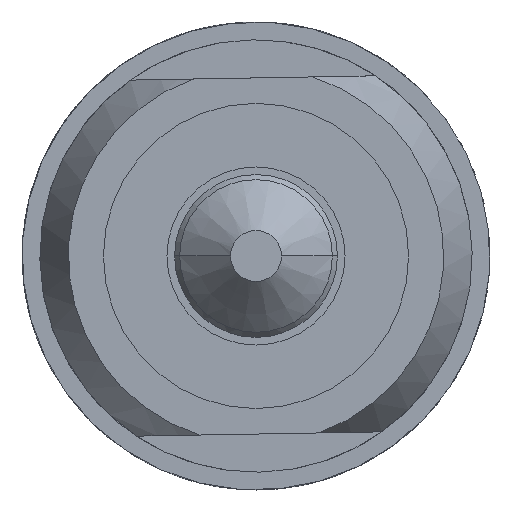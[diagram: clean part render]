
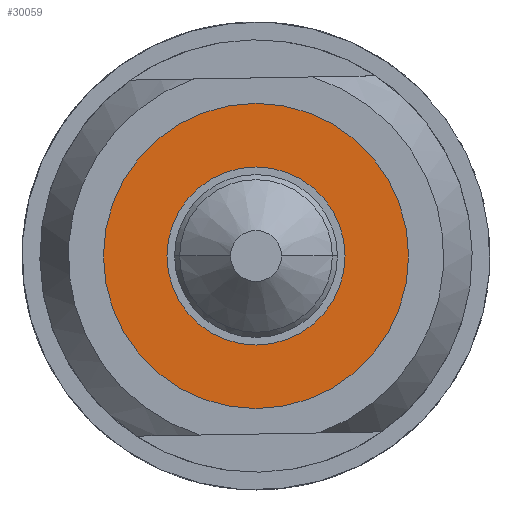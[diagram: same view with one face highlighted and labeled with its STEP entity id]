
A CAD part, left-side view. The second image highlights one B-rep face of the part: STEP entity #30059.
In plain terms, the highlighted planar face has unit normal (-1, 0, 0).
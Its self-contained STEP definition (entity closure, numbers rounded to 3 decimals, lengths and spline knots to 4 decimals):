
#3832=CARTESIAN_POINT('',(9.6,0.,0.));
#3833=DIRECTION('',(1.,0.,0.));
#3834=DIRECTION('',(0.,-1.,0.));
#3835=AXIS2_PLACEMENT_3D('',#3832,#3833,#3834);
#3837=CARTESIAN_POINT('',(9.6,0.,0.));
#3838=DIRECTION('',(1.,0.,0.));
#3839=DIRECTION('',(0.,1.,0.));
#3840=AXIS2_PLACEMENT_3D('',#3837,#3838,#3839);
#3842=CARTESIAN_POINT('',(9.6,0.,0.));
#3843=DIRECTION('',(-1.,0.,0.));
#3844=DIRECTION('',(0.,-1.,0.));
#3845=AXIS2_PLACEMENT_3D('',#3842,#3843,#3844);
#3847=CARTESIAN_POINT('',(9.6,0.,0.));
#3848=DIRECTION('',(-1.,0.,0.));
#3849=DIRECTION('',(0.,1.,0.));
#3850=AXIS2_PLACEMENT_3D('',#3847,#3848,#3849);
#21255=CARTESIAN_POINT('',(9.6,3.,0.));
#21256=CARTESIAN_POINT('',(9.6,-3.,0.));
#21257=VERTEX_POINT('',#21255);
#21258=VERTEX_POINT('',#21256);
#21259=CARTESIAN_POINT('',(9.6,-1.75,0.));
#21260=CARTESIAN_POINT('',(9.6,1.75,0.));
#21261=VERTEX_POINT('',#21259);
#21262=VERTEX_POINT('',#21260);
#30044=CARTESIAN_POINT('',(9.6,0.,0.));
#30045=DIRECTION('',(1.,0.,0.));
#30046=DIRECTION('',(0.,-1.,0.));
#30047=AXIS2_PLACEMENT_3D('',#30044,#30045,#30046);
#30048=PLANE('',#30047);
#30049=ORIENTED_EDGE('',*,*,#30038,.T.);
#30050=ORIENTED_EDGE('',*,*,#30024,.T.);
#30051=EDGE_LOOP('',(#30049,#30050));
#30052=FACE_OUTER_BOUND('',#30051,.F.);
#30054=ORIENTED_EDGE('',*,*,#30053,.T.);
#30056=ORIENTED_EDGE('',*,*,#30055,.T.);
#30057=EDGE_LOOP('',(#30054,#30056));
#30058=FACE_BOUND('',#30057,.F.);
#3836=CIRCLE('',#3835,3.);
#3841=CIRCLE('',#3840,3.);
#3846=CIRCLE('',#3845,1.75);
#3851=CIRCLE('',#3850,1.75);
#30024=EDGE_CURVE('',#21257,#21258,#3841,.T.);
#30038=EDGE_CURVE('',#21258,#21257,#3836,.T.);
#30053=EDGE_CURVE('',#21261,#21262,#3846,.T.);
#30055=EDGE_CURVE('',#21262,#21261,#3851,.T.);
#30059=ADVANCED_FACE('',(#30052,#30058),#30048,.F.);
